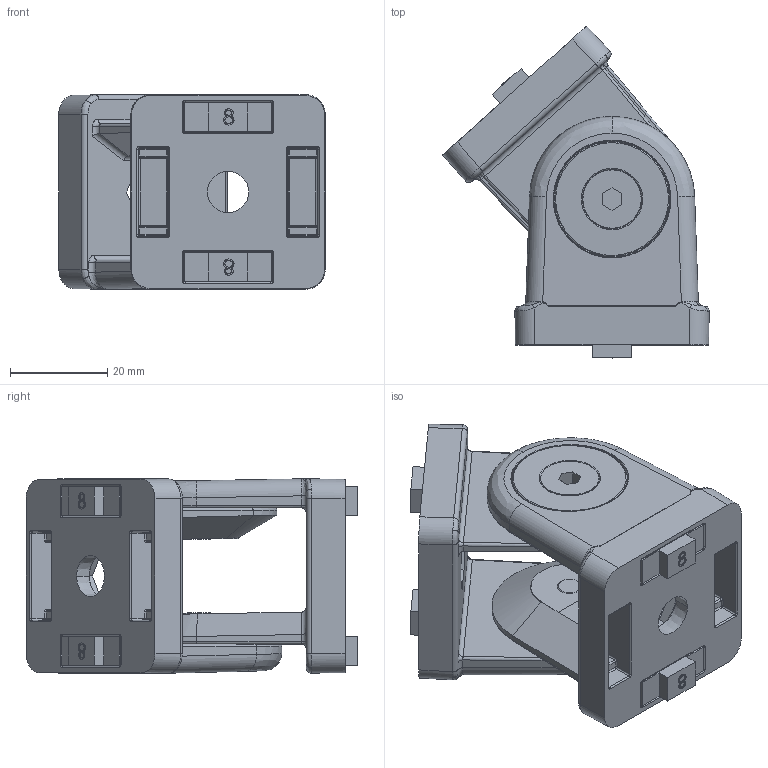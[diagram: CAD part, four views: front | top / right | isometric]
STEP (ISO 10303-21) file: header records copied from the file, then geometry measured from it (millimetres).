
FILE_DESCRIPTION (( 'STEP AP203' ), '1' );
FILE_NAME ('151229.step', '2022-04-18T18:46:48', ( '' ), ( '' ), 'SwSTEP 2.0', 'SolidWorks 2021', '' );
FILE_SCHEMA (( 'CONFIG_CONTROL_DESIGN' ));
Length unit declared in the file: millimetre
Products named in the file (1): 151229
Bounding box: 54.79 x 68.22 x 40.02 mm (x, y, z)
Volume: 44180.7 mm3; surface area: 26596.9 mm2
Topology: 10 solids, 10 shells, 1202 faces, 2816 edges, 1580 vertices
Faces by surface type: cylinder 364, plane 318, bspline 244, torus 108, sphere 100, cone 68
Entity records: 44297 total; most frequent: CARTESIAN_POINT 19101, ORIENTED_EDGE 5432, DIRECTION 4934, EDGE_CURVE 2716, AXIS2_PLACEMENT_3D 1889, VERTEX_POINT 1580, EDGE_LOOP 1264, ADVANCED_FACE 1202
